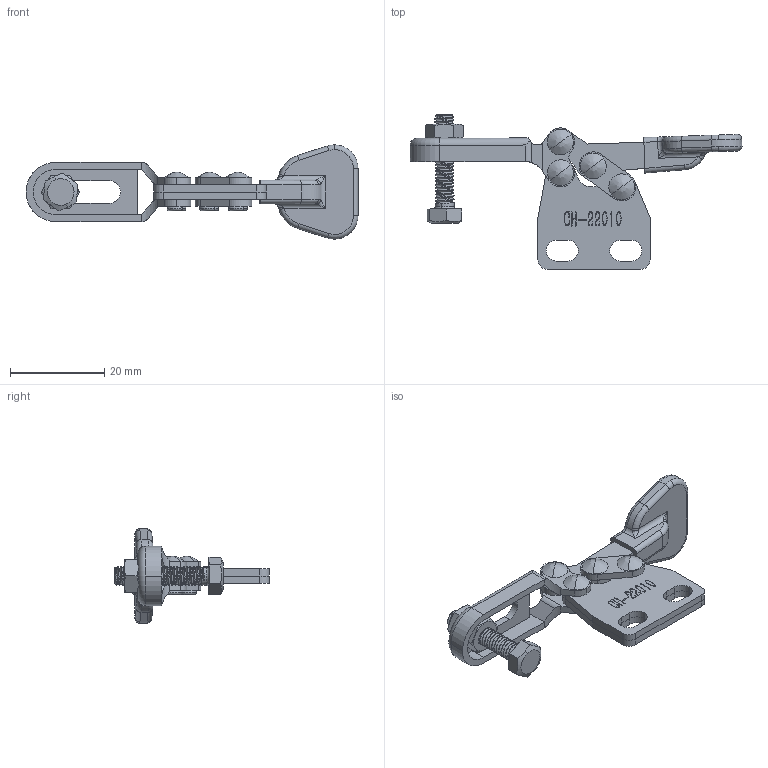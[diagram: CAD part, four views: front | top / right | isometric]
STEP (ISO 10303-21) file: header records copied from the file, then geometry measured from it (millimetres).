
FILE_DESCRIPTION (( 'STEP AP203' ), '1' );
FILE_NAME ('CH-22010.STEP', '2017-11-17T06:05:07', ( 'Windows' ), ( 'Microsoft' ), 'SwSTEP 2.0', 'SolidWorks 2015', '' );
FILE_SCHEMA (( 'CONFIG_CONTROL_DESIGN' ));
Length unit declared in the file: millimetre
Products named in the file (9): CH-22010眻菁02; CH-22010; CH-22005-03 HANDLE; CH-22005-04 CONNECTING-PLATE; CH-22005-05; CH-22005-02 HIGH BAR; CH-SA-08034 Nut; CH-SA-08034 SPINDLE SUPPLIED; CH-22010眻菁01
Assembly tree (13 placements, depth 2):
  CH-22010
    CH-22005-03 HANDLE
    CH-22005-04 CONNECTING-PLATE  x2
    CH-22005-05  x4
    CH-22005-02 HIGH BAR
    CH-SA-08034 Nut  x2
    CH-SA-08034 SPINDLE SUPPLIED
    CH-22010眻菁01
    CH-22010眻菁02
Bounding box: 70.47 x 32.81 x 20 mm (x, y, z)
Volume: 4493.5 mm3; surface area: 6681.6 mm2
Topology: 13 solids, 14 shells, 760 faces, 2044 edges, 1323 vertices
Faces by surface type: plane 311, cylinder 202, bspline 175, torus 41, cone 31
Entity records: 33138 total; most frequent: CARTESIAN_POINT 16318, ORIENTED_EDGE 3678, DIRECTION 2645, EDGE_CURVE 1839, VERTEX_POINT 1209, VECTOR 1059, LINE 1059, AXIS2_PLACEMENT_3D 793
